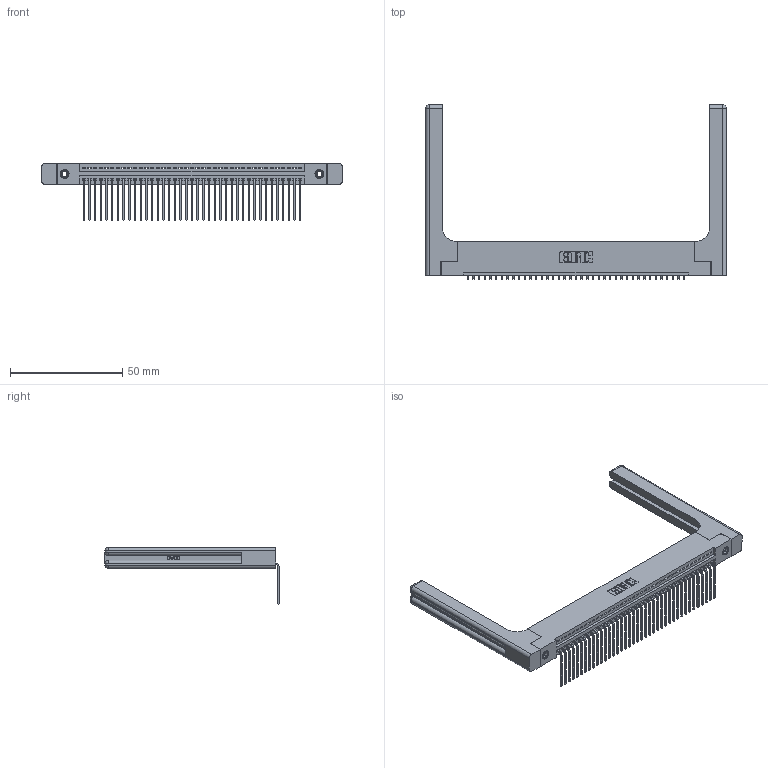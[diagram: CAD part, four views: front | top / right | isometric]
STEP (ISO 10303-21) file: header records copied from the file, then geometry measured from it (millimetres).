
FILE_DESCRIPTION (( 'STEP AP203' ), '1' );
FILE_NAME ('345-039-559-158.STEP', '2019-10-08T07:39:52', ( '' ), ( '' ), 'SwSTEP 2.0', 'SolidWorks 2016', '' );
FILE_SCHEMA (( 'CONFIG_CONTROL_DESIGN' ));
Length unit declared in the file: inch
Products named in the file (5): 345-292-001_558 559 Tail - 1; 345-039-559-158; 345 Part_Flush Mounting Lugs - 0.156 Dia-TH; 345-250-001_345-250-001-102; 345-220-058_345-220-058
Assembly tree (44 placements, depth 2):
  345-039-559-158
    345 Part_Flush Mounting Lugs - 0.156 Dia-TH
    345-292-001_558 559 Tail - 1  x39
    345-250-001_345-250-001-102  x2
    345-220-058_345-220-058  x2
Bounding box: 134.09 x 77.71 x 25.53 mm (x, y, z)
Volume: 21346 mm3; surface area: 23092.9 mm2
Topology: 44 solids, 44 shells, 2722 faces, 8105 edges, 5330 vertices
Faces by surface type: plane 1866, cylinder 796, bspline 36, cone 12, sphere 8, torus 4
Entity records: 35022 total; most frequent: CARTESIAN_POINT 7038, ORIENTED_EDGE 5808, DIRECTION 5098, EDGE_CURVE 2904, LINE 2524, VECTOR 2524, VERTEX_POINT 1926, AXIS2_PLACEMENT_3D 1287
